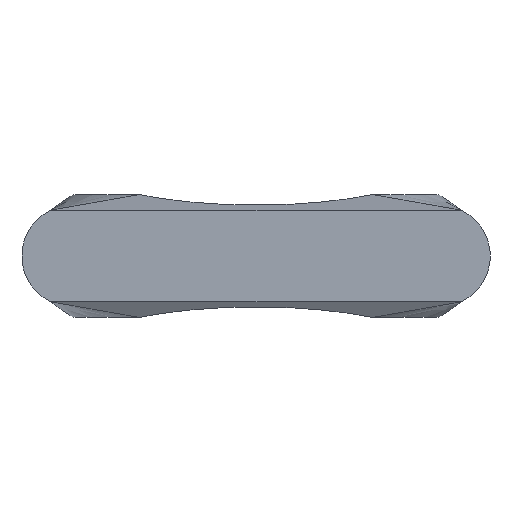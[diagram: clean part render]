
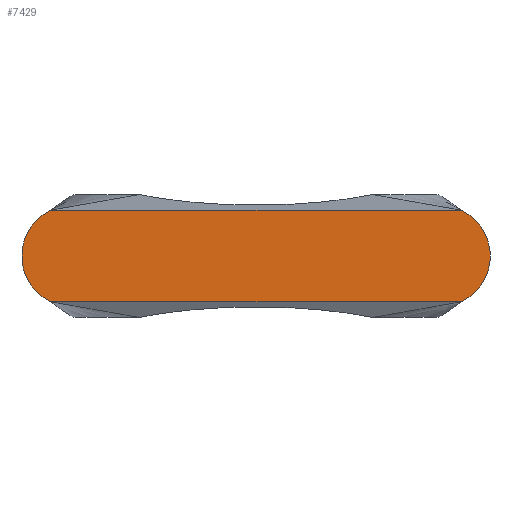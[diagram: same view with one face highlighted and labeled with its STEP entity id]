
A CAD part, front view. The second image highlights one B-rep face of the part: STEP entity #7429.
In plain terms, the highlighted planar face has unit normal (0, -1, 0).
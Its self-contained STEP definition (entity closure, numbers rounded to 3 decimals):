
#355 = VECTOR ( 'NONE', #1869, 1000. ) ;
#872 = VERTEX_POINT ( 'NONE', #4061 ) ;
#1359 = ORIENTED_EDGE ( 'NONE', *, *, #9691, .T. ) ;
#1487 = ORIENTED_EDGE ( 'NONE', *, *, #10813, .T. ) ;
#1660 = VERTEX_POINT ( 'NONE', #3118 ) ;
#1869 = DIRECTION ( 'NONE',  ( 1., 0., 0. ) ) ;
#2296 = CARTESIAN_POINT ( 'NONE',  ( 44.564, -27.813, 0. ) ) ;
#2390 = AXIS2_PLACEMENT_3D ( 'NONE', #6487, #14652, #7677 ) ;
#2914 = EDGE_CURVE ( 'NONE', #1660, #872, #5718, .T. ) ;
#3118 = CARTESIAN_POINT ( 'NONE',  ( 49.911, -27.813, -11.112 ) ) ;
#3449 = DIRECTION ( 'NONE',  ( 0., 0., -1. ) ) ;
#3932 = CARTESIAN_POINT ( 'NONE',  ( -49.911, -27.813, -11.112 ) ) ;
#4061 = CARTESIAN_POINT ( 'NONE',  ( 49.911, -27.813, 11.112 ) ) ;
#4241 = VERTEX_POINT ( 'NONE', #9637 ) ;
#4938 = VERTEX_POINT ( 'NONE', #3932 ) ;
#5718 = CIRCLE ( 'NONE', #7738, 12.332 ) ;
#6397 = CARTESIAN_POINT ( 'NONE',  ( -44.564, -27.813, 0. ) ) ;
#6487 = CARTESIAN_POINT ( 'NONE',  ( -44.564, -27.813, 0. ) ) ;
#7202 = ORIENTED_EDGE ( 'NONE', *, *, #2914, .T. ) ;
#7374 = CIRCLE ( 'NONE', #2390, 12.332 ) ;
#7429 = ADVANCED_FACE ( 'NONE', ( #7685 ), #7521, .T. ) ;
#7521 = PLANE ( 'NONE',  #11432 ) ;
#7577 = DIRECTION ( 'NONE',  ( 0., 0., -1. ) ) ;
#7677 = DIRECTION ( 'NONE',  ( 0., 0., -1. ) ) ;
#7685 = FACE_OUTER_BOUND ( 'NONE', #12160, .T. ) ;
#7738 = AXIS2_PLACEMENT_3D ( 'NONE', #2296, #10409, #3449 ) ;
#8099 = VECTOR ( 'NONE', #13051, 1000. ) ;
#9637 = CARTESIAN_POINT ( 'NONE',  ( -49.911, -27.813, 11.112 ) ) ;
#9691 = EDGE_CURVE ( 'NONE', #4938, #1660, #12346, .T. ) ;
#9703 = EDGE_CURVE ( 'NONE', #4241, #4938, #7374, .T. ) ;
#10383 = ORIENTED_EDGE ( 'NONE', *, *, #9703, .T. ) ;
#10409 = DIRECTION ( 'NONE',  ( 0., -1., 0. ) ) ;
#10813 = EDGE_CURVE ( 'NONE', #872, #4241, #11201, .T. ) ;
#11201 = LINE ( 'NONE', #11883, #8099 ) ;
#11432 = AXIS2_PLACEMENT_3D ( 'NONE', #6397, #14568, #7577 ) ;
#11883 = CARTESIAN_POINT ( 'NONE',  ( 49.911, -27.813, 11.112 ) ) ;
#12160 = EDGE_LOOP ( 'NONE', ( #10383, #1359, #7202, #1487 ) ) ;
#12346 = LINE ( 'NONE', #13425, #355 ) ;
#13051 = DIRECTION ( 'NONE',  ( -1., 0., 0. ) ) ;
#13425 = CARTESIAN_POINT ( 'NONE',  ( -49.911, -27.813, -11.112 ) ) ;
#14568 = DIRECTION ( 'NONE',  ( 0., -1., 0. ) ) ;
#14652 = DIRECTION ( 'NONE',  ( 0., -1., 0. ) ) ;
